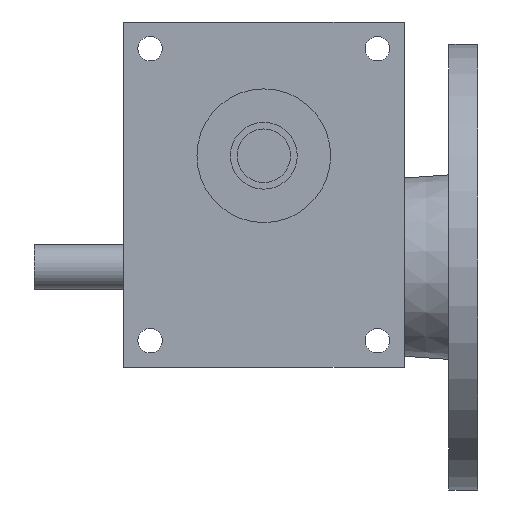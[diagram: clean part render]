
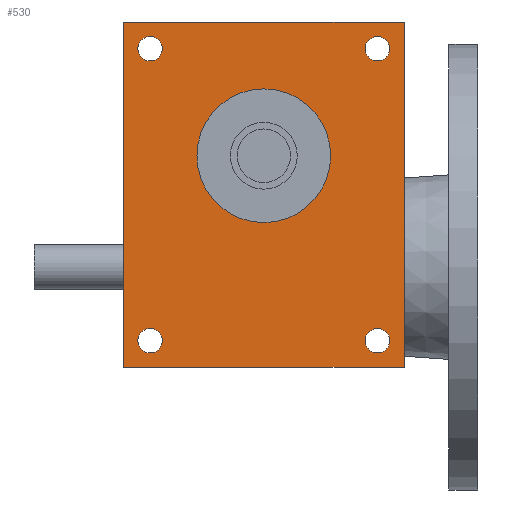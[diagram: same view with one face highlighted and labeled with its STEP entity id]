
A CAD part, front view. The second image highlights one B-rep face of the part: STEP entity #530.
In plain terms, the highlighted planar face has unit normal (0, -1, 0).
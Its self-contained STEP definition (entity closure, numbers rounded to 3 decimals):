
#530 = ADVANCED_FACE( '', ( #1125, #1126, #1127, #1128, #1129, #1130 ), #1131, .F. );
#1125 = FACE_BOUND( '', #1780, .T. );
#1126 = FACE_BOUND( '', #1781, .T. );
#1127 = FACE_BOUND( '', #1782, .T. );
#1128 = FACE_BOUND( '', #1783, .T. );
#1129 = FACE_BOUND( '', #1784, .T. );
#1130 = FACE_OUTER_BOUND( '', #1785, .T. );
#1131 = PLANE( '', #1786 );
#1780 = EDGE_LOOP( '', ( #2982 ) );
#1781 = EDGE_LOOP( '', ( #2983 ) );
#1782 = EDGE_LOOP( '', ( #2984 ) );
#1783 = EDGE_LOOP( '', ( #2985 ) );
#1784 = EDGE_LOOP( '', ( #2986 ) );
#1785 = EDGE_LOOP( '', ( #2987, #2988, #2989, #2990 ) );
#1786 = AXIS2_PLACEMENT_3D( '', #2991, #2992, #2993 );
#2982 = ORIENTED_EDGE( '', *, *, #3874, .T. );
#2983 = ORIENTED_EDGE( '', *, *, #3943, .T. );
#2984 = ORIENTED_EDGE( '', *, *, #3599, .T. );
#2985 = ORIENTED_EDGE( '', *, *, #3553, .T. );
#2986 = ORIENTED_EDGE( '', *, *, #3836, .T. );
#2987 = ORIENTED_EDGE( '', *, *, #3677, .T. );
#2988 = ORIENTED_EDGE( '', *, *, #3944, .F. );
#2989 = ORIENTED_EDGE( '', *, *, #3945, .F. );
#2990 = ORIENTED_EDGE( '', *, *, #3946, .T. );
#2991 = CARTESIAN_POINT( '', ( -63., -45., 77.5 ) );
#2992 = DIRECTION( '', ( 0., 1., 0. ) );
#2993 = DIRECTION( '', ( 0., 0., 1. ) );
#3553 = EDGE_CURVE( '', #4160, #4160, #4161, .T. );
#3599 = EDGE_CURVE( '', #4242, #4242, #4243, .T. );
#3677 = EDGE_CURVE( '', #4369, #4373, #4375, .T. );
#3836 = EDGE_CURVE( '', #4621, #4621, #4622, .T. );
#3874 = EDGE_CURVE( '', #4674, #4674, #4675, .T. );
#3943 = EDGE_CURVE( '', #4764, #4764, #4765, .T. );
#3944 = EDGE_CURVE( '', #4766, #4373, #4767, .T. );
#3945 = EDGE_CURVE( '', #4768, #4766, #4769, .T. );
#3946 = EDGE_CURVE( '', #4768, #4369, #4770, .T. );
#4160 = VERTEX_POINT( '', #5017 );
#4161 = CIRCLE( '', #5018, 5.5 );
#4242 = VERTEX_POINT( '', #5127 );
#4243 = CIRCLE( '', #5128, 5.5 );
#4369 = VERTEX_POINT( '', #5286 );
#4373 = VERTEX_POINT( '', #5292 );
#4375 = LINE( '', #5295, #5296 );
#4621 = VERTEX_POINT( '', #5631 );
#4622 = CIRCLE( '', #5632, 30. );
#4674 = VERTEX_POINT( '', #5693 );
#4675 = CIRCLE( '', #5694, 5.5 );
#4764 = VERTEX_POINT( '', #5873 );
#4765 = CIRCLE( '', #5874, 5.5 );
#4766 = VERTEX_POINT( '', #5875 );
#4767 = LINE( '', #5876, #5877 );
#4768 = VERTEX_POINT( '', #5878 );
#4769 = LINE( '', #5879, #5880 );
#4770 = LINE( '', #5881, #5882 );
#5017 = CARTESIAN_POINT( '', ( 56.5, -45., -65.5 ) );
#5018 = AXIS2_PLACEMENT_3D( '', #6117, #6118, #6119 );
#5127 = CARTESIAN_POINT( '', ( -45.5, -45., -65.5 ) );
#5128 = AXIS2_PLACEMENT_3D( '', #6172, #6173, #6174 );
#5286 = CARTESIAN_POINT( '', ( -63., -45., -77.5 ) );
#5292 = CARTESIAN_POINT( '', ( 63., -45., -77.5 ) );
#5295 = CARTESIAN_POINT( '', ( -63., -45., -77.5 ) );
#5296 = VECTOR( '', #6288, 1000. );
#5631 = CARTESIAN_POINT( '', ( 30., -45., 17.5 ) );
#5632 = AXIS2_PLACEMENT_3D( '', #6486, #6487, #6488 );
#5693 = CARTESIAN_POINT( '', ( 56.5, -45., 65.5 ) );
#5694 = AXIS2_PLACEMENT_3D( '', #6534, #6535, #6536 );
#5873 = CARTESIAN_POINT( '', ( -45.5, -45., 65.5 ) );
#5874 = AXIS2_PLACEMENT_3D( '', #6604, #6605, #6606 );
#5875 = CARTESIAN_POINT( '', ( 63., -45., 77.5 ) );
#5876 = CARTESIAN_POINT( '', ( 63., -45., 77.5 ) );
#5877 = VECTOR( '', #6607, 1000. );
#5878 = CARTESIAN_POINT( '', ( -63., -45., 77.5 ) );
#5879 = CARTESIAN_POINT( '', ( -63., -45., 77.5 ) );
#5880 = VECTOR( '', #6608, 1000. );
#5881 = CARTESIAN_POINT( '', ( -63., -45., 77.5 ) );
#5882 = VECTOR( '', #6609, 1000. );
#6117 = CARTESIAN_POINT( '', ( 51., -45., -65.5 ) );
#6118 = DIRECTION( '', ( 0., 1., 0. ) );
#6119 = DIRECTION( '', ( 1., 0., 0. ) );
#6172 = CARTESIAN_POINT( '', ( -51., -45., -65.5 ) );
#6173 = DIRECTION( '', ( 0., 1., 0. ) );
#6174 = DIRECTION( '', ( 1., 0., 0. ) );
#6288 = DIRECTION( '', ( 1., 0., 0. ) );
#6486 = CARTESIAN_POINT( '', ( 0., -45., 17.5 ) );
#6487 = DIRECTION( '', ( 0., 1., 0. ) );
#6488 = DIRECTION( '', ( 1., 0., 0. ) );
#6534 = CARTESIAN_POINT( '', ( 51., -45., 65.5 ) );
#6535 = DIRECTION( '', ( 0., 1., 0. ) );
#6536 = DIRECTION( '', ( 1., 0., 0. ) );
#6604 = CARTESIAN_POINT( '', ( -51., -45., 65.5 ) );
#6605 = DIRECTION( '', ( 0., 1., 0. ) );
#6606 = DIRECTION( '', ( 1., 0., 0. ) );
#6607 = DIRECTION( '', ( 0., 0., -1. ) );
#6608 = DIRECTION( '', ( 1., 0., 0. ) );
#6609 = DIRECTION( '', ( 0., 0., -1. ) );
